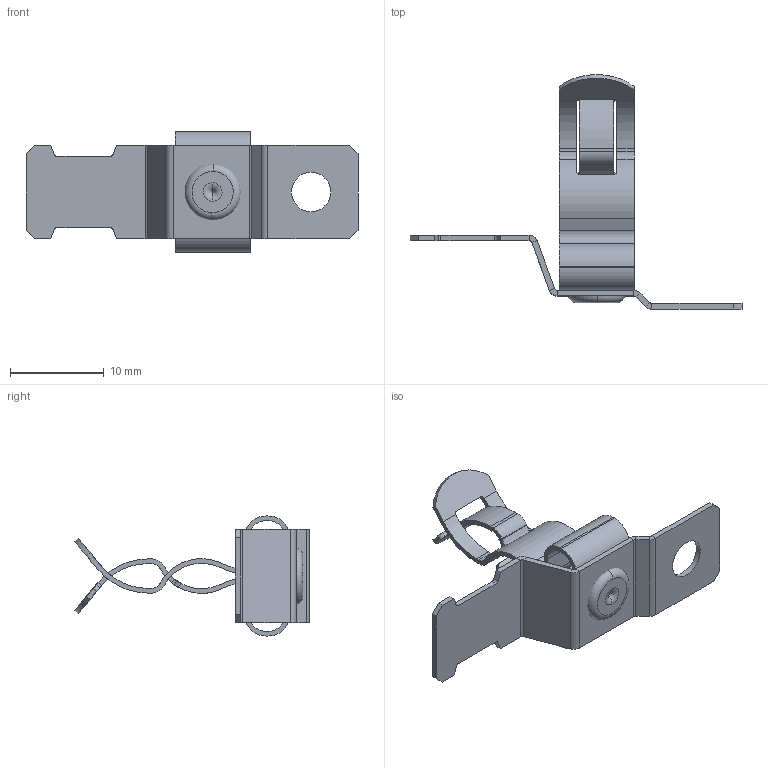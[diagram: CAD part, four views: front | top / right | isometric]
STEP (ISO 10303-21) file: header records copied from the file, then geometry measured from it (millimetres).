
FILE_DESCRIPTION (( 'STEP AP214' ), '1' );
FILE_NAME ('17984_0_SABKM12DM4.STEP', '2016-11-07T07:17:51', ( 'Windows-Benutzer' ), ( '' ), 'SwSTEP 2.0', 'SolidWorks 2015', '' );
FILE_SCHEMA (( 'AUTOMOTIVE_DESIGN' ));
Length unit declared in the file: millimetre
Products named in the file (4): SABKM12; 3x1,5_1mm Blechst„rke; SABK_MontBl; 17984_0_SABKM12DM4
Assembly tree (3 placements, depth 2):
  17984_0_SABKM12DM4
    SABK_MontBl
    3x1,5_1mm Blechst„rke
    SABKM12
Bounding box: 35.4 x 24.99 x 12.8 mm (x, y, z)
Volume: 502.4 mm3; surface area: 1933.8 mm2
Topology: 3 solids, 3 shells, 299 faces, 824 edges, 534 vertices
Faces by surface type: plane 113, bspline 109, cylinder 71, torus 4, sphere 2
Entity records: 12135 total; most frequent: CARTESIAN_POINT 4824, ORIENTED_EDGE 1644, DIRECTION 1172, EDGE_CURVE 822, VERTEX_POINT 534, VECTOR 440, LINE 440, AXIS2_PLACEMENT_3D 366
